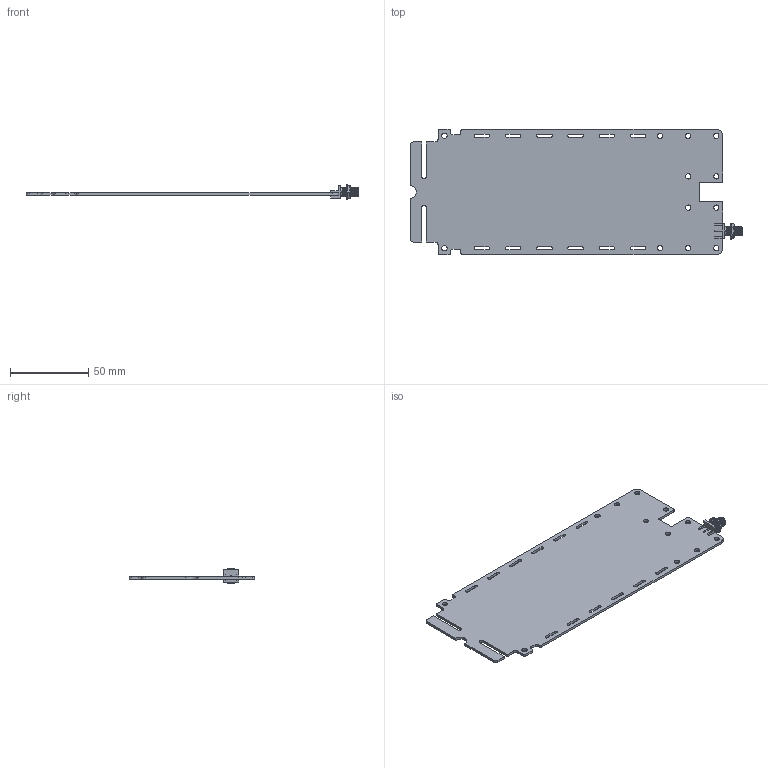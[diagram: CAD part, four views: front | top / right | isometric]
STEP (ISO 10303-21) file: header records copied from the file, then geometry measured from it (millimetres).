
FILE_DESCRIPTION(('KiCad electronic assembly'),'2;1');
FILE_NAME('ez-dipole-pcb.step','2023-12-28T15:54:05',('Pcbnew'),('Kicad' ),'Open CASCADE STEP processor 7.5','KiCad to STEP converter', 'Unknown');
FILE_SCHEMA(('AUTOMOTIVE_DESIGN { 1 0 10303 214 1 1 1 1 }'));
Length unit declared in the file: millimetre
Products named in the file (4): ez-dipole-pcb 1; SMA_Amphenol_132289_EdgeMount; SOLID; ez-dipole PCB
Assembly tree (3 placements, depth 3):
  ez-dipole-pcb 1
    SMA_Amphenol_132289_EdgeMount
      SOLID
    ez-dipole PCB
Bounding box: 212.44 x 80 x 10.18 mm (x, y, z)
Volume: 24423.1 mm3; surface area: 32566.9 mm2
Topology: 2 solids, 2 shells, 302 faces, 911 edges, 596 vertices
Faces by surface type: bspline 190, cylinder 59, plane 53
Full cylindrical faces by diameter (mm): 3.4 x10, 3.5 x2
Entity records: 30051 total; most frequent: CARTESIAN_POINT 16317, ORIENTED_EDGE 1802, PCURVE 1802, DEFINITIONAL_REPRESENTATION 1802, B_SPLINE_CURVE_WITH_KNOTS 1559, DIRECTION 1214, EDGE_CURVE 901, SURFACE_CURVE 889
